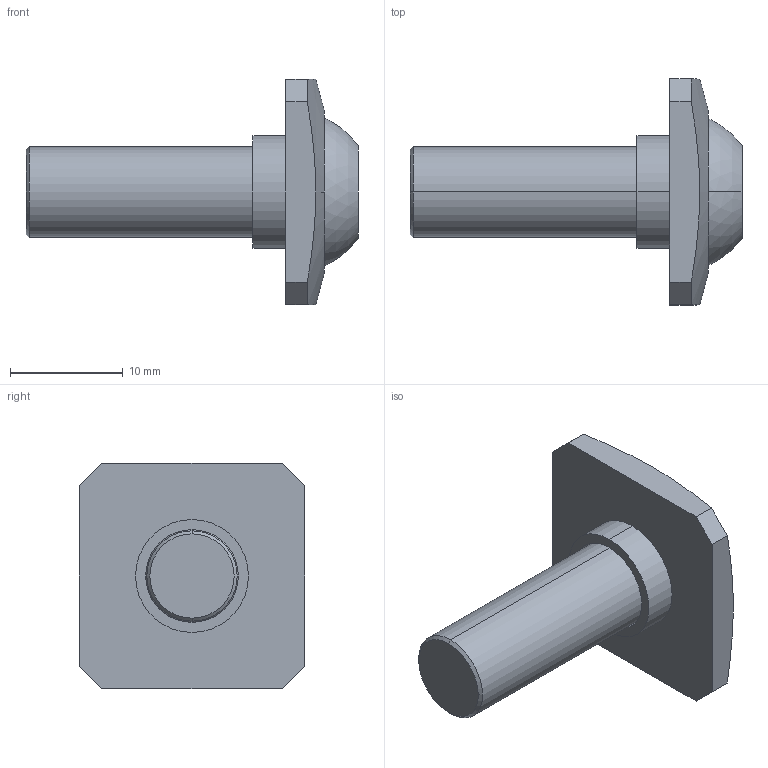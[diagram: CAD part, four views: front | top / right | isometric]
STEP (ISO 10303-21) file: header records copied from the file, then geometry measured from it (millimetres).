
FILE_DESCRIPTION((''),'2;1');
FILE_NAME('11098_SPOJNI_SET_CELNI_P_U10_ASM','2022-09-16T13:39:23',('PredragRovcanin'),('Audax d.o.o.'),'CREO PARAMETRIC BY PTC INC, 2020281','CREO PARAMETRIC BY PTC INC, 2020281','');
FILE_SCHEMA(('AUTOMOTIVE_DESIGN { 1 0 10303 214 1 1 1 1 }'));
Length unit declared in the file: millimetre
Products named in the file (3): L-ISO7380-M8X25; 11054_PODLOZKA_UTORNA_KV_M8_U10; 11098_SPOJNI_SET_CELNI_P_U10_ASM
Assembly tree (2 placements, depth 2):
  11098_SPOJNI_SET_CELNI_P_U10_ASM
    L-ISO7380-M8X25
    11054_PODLOZKA_UTORNA_KV_M8_U10
Bounding box: 29.4 x 20 x 20 mm (x, y, z)
Volume: 2616.7 mm3; surface area: 2750.2 mm2
Topology: 2 solids, 3 shells, 52 faces, 121 edges, 82 vertices
Faces by surface type: plane 28, cylinder 16, cone 4, torus 2, sphere 2
Entity records: 2771 total; most frequent: CARTESIAN_POINT 369, COLOUR_RGB 324, DIRECTION 265, ORIENTED_EDGE 228, PRESENTATION_STYLE_ASSIGNMENT 125, STYLED_ITEM 125, CURVE_STYLE 122, EDGE_CURVE 116
